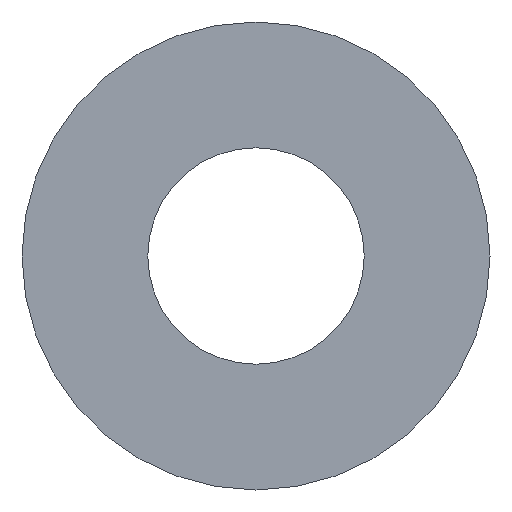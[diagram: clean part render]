
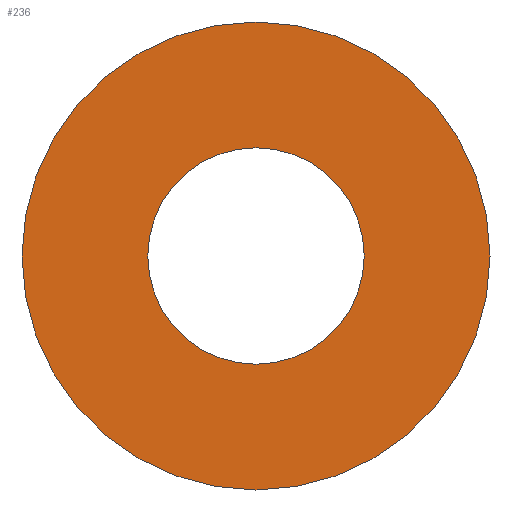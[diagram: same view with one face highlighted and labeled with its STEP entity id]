
A CAD part, left-side view. The second image highlights one B-rep face of the part: STEP entity #236.
In plain terms, the highlighted planar face has unit normal (-1, 0, 0).
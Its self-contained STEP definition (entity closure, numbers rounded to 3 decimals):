
#1 = EDGE_LOOP ( 'NONE', ( #211 ) ) ;
#9 = DIRECTION ( 'NONE',  ( 1., 0., 0. ) ) ;
#12 = VERTEX_POINT ( 'NONE', #182 ) ;
#59 = DIRECTION ( 'NONE',  ( 0., 0., 1. ) ) ;
#63 = CIRCLE ( 'NONE', #199, 18.5 ) ;
#67 = ORIENTED_EDGE ( 'NONE', *, *, #203, .T. ) ;
#74 = PLANE ( 'NONE',  #119 ) ;
#98 = AXIS2_PLACEMENT_3D ( 'NONE', #198, #111, #235 ) ;
#111 = DIRECTION ( 'NONE',  ( -1., 0., 0. ) ) ;
#115 = FACE_BOUND ( 'NONE', #1, .T. ) ;
#119 = AXIS2_PLACEMENT_3D ( 'NONE', #167, #9, #135 ) ;
#134 = CARTESIAN_POINT ( 'NONE',  ( 0., 0., 40. ) ) ;
#135 = DIRECTION ( 'NONE',  ( 0., 0., -1. ) ) ;
#136 = EDGE_LOOP ( 'NONE', ( #67 ) ) ;
#165 = DIRECTION ( 'NONE',  ( -1., 0., 0. ) ) ;
#167 = CARTESIAN_POINT ( 'NONE',  ( 0., 18.5, 0. ) ) ;
#168 = CIRCLE ( 'NONE', #98, 40. ) ;
#182 = CARTESIAN_POINT ( 'NONE',  ( 0., 0., 18.5 ) ) ;
#198 = CARTESIAN_POINT ( 'NONE',  ( 0., 0., 0. ) ) ;
#199 = AXIS2_PLACEMENT_3D ( 'NONE', #239, #165, #59 ) ;
#203 = EDGE_CURVE ( 'NONE', #219, #219, #168, .T. ) ;
#211 = ORIENTED_EDGE ( 'NONE', *, *, #223, .F. ) ;
#219 = VERTEX_POINT ( 'NONE', #134 ) ;
#223 = EDGE_CURVE ( 'NONE', #12, #12, #63, .T. ) ;
#235 = DIRECTION ( 'NONE',  ( 0., 0., 1. ) ) ;
#236 = ADVANCED_FACE ( 'NONE', ( #115, #238 ), #74, .F. ) ;
#238 = FACE_OUTER_BOUND ( 'NONE', #136, .T. ) ;
#239 = CARTESIAN_POINT ( 'NONE',  ( 0., 0., 0. ) ) ;
